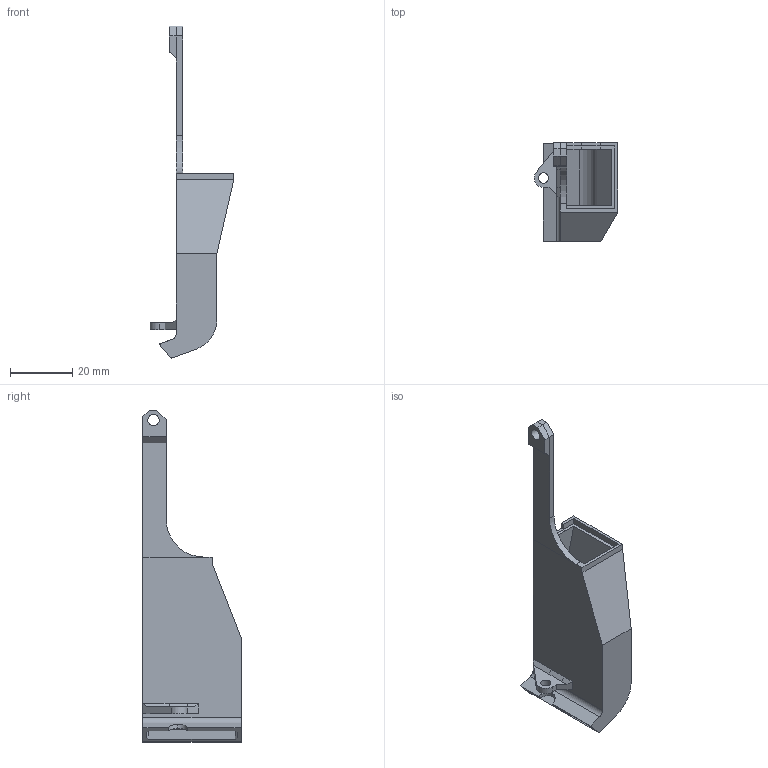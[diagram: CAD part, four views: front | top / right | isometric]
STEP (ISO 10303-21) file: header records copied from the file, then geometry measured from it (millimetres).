
FILE_DESCRIPTION(('FreeCAD Model'),'2;1');
FILE_NAME('Open CASCADE Shape Model','2023-06-04T10:05:58',(''),(''), 'Open CASCADE STEP processor 7.6','FreeCAD','Unknown');
FILE_SCHEMA(('AUTOMOTIVE_DESIGN { 1 0 10303 214 1 1 1 1 }'));
Length unit declared in the file: millimetre
Products named in the file (1): Body
Bounding box: 26.85 x 31.5 x 106.48 mm (x, y, z)
Volume: 7783 mm3; surface area: 11441.3 mm2
Topology: 1 solids, 1 shells, 87 faces, 231 edges, 145 vertices
Faces by surface type: plane 69, cylinder 11, cone 4, bspline 3
Full cylindrical faces by diameter (mm): 3.3 x1, 3.6 x1
Entity records: 6012 total; most frequent: CARTESIAN_POINT 1410, DIRECTION 831, LINE 586, VECTOR 586, ORIENTED_EDGE 462, PCURVE 462, DEFINITIONAL_REPRESENTATION 462, EDGE_CURVE 231
